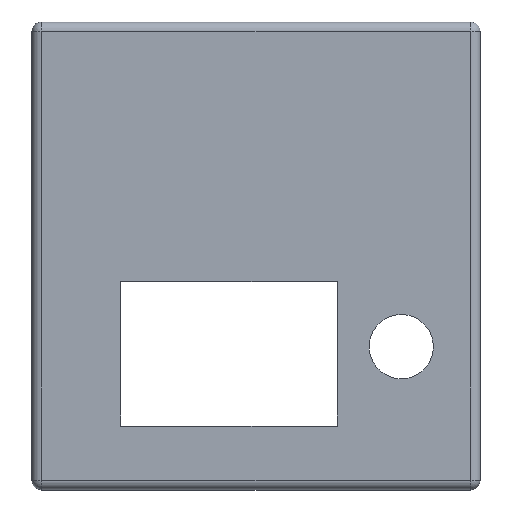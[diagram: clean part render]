
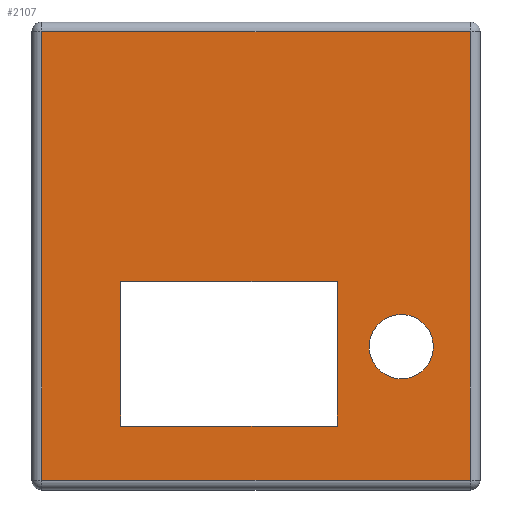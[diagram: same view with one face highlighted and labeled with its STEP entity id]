
A CAD part, top view. The second image highlights one B-rep face of the part: STEP entity #2107.
In plain terms, the highlighted planar face has unit normal (0, 0, 1).
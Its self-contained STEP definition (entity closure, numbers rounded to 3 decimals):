
#1879 = VERTEX_POINT('',#1880);
#1880 = CARTESIAN_POINT('',(6.,54.213,18.8));
#1904 = VERTEX_POINT('',#1905);
#1905 = CARTESIAN_POINT('',(59.42,54.213,18.8));
#1912 = EDGE_CURVE('',#1904,#1879,#1913,.T.);
#1913 = LINE('',#1914,#1915);
#1914 = CARTESIAN_POINT('',(59.42,54.213,18.8));
#1915 = VECTOR('',#1916,1.);
#1916 = DIRECTION('',(-1.,0.,0.));
#1946 = VERTEX_POINT('',#1947);
#1947 = CARTESIAN_POINT('',(59.42,-1.635,18.8));
#1954 = EDGE_CURVE('',#1946,#1904,#1955,.T.);
#1955 = LINE('',#1956,#1957);
#1956 = CARTESIAN_POINT('',(59.42,-1.635,18.8));
#1957 = VECTOR('',#1958,1.);
#1958 = DIRECTION('',(0.,1.,0.));
#1988 = VERTEX_POINT('',#1989);
#1989 = CARTESIAN_POINT('',(6.,-1.635,18.8));
#1996 = EDGE_CURVE('',#1988,#1946,#1997,.T.);
#1997 = LINE('',#1998,#1999);
#1998 = CARTESIAN_POINT('',(6.,-1.635,18.8));
#1999 = VECTOR('',#2000,1.);
#2000 = DIRECTION('',(1.,0.,0.));
#2030 = EDGE_CURVE('',#1879,#1988,#2031,.T.);
#2031 = LINE('',#2032,#2033);
#2032 = CARTESIAN_POINT('',(6.,54.213,18.8));
#2033 = VECTOR('',#2034,1.);
#2034 = DIRECTION('',(0.,-1.,0.));
#2107 = ADVANCED_FACE('',(#2108,#2114,#2148),#2159,.T.);
#2108 = FACE_BOUND('',#2109,.T.);
#2109 = EDGE_LOOP('',(#2110,#2111,#2112,#2113));
#2110 = ORIENTED_EDGE('',*,*,#2030,.T.);
#2111 = ORIENTED_EDGE('',*,*,#1996,.T.);
#2112 = ORIENTED_EDGE('',*,*,#1954,.T.);
#2113 = ORIENTED_EDGE('',*,*,#1912,.T.);
#2114 = FACE_BOUND('',#2115,.T.);
#2115 = EDGE_LOOP('',(#2116,#2126,#2134,#2142));
#2116 = ORIENTED_EDGE('',*,*,#2117,.F.);
#2117 = EDGE_CURVE('',#2118,#2120,#2122,.T.);
#2118 = VERTEX_POINT('',#2119);
#2119 = CARTESIAN_POINT('',(42.837,23.097,18.8));
#2120 = VERTEX_POINT('',#2121);
#2121 = CARTESIAN_POINT('',(15.837,23.097,18.8));
#2122 = LINE('',#2123,#2124);
#2123 = CARTESIAN_POINT('',(24.274,23.097,18.8));
#2124 = VECTOR('',#2125,1.);
#2125 = DIRECTION('',(-1.,0.,0.));
#2126 = ORIENTED_EDGE('',*,*,#2127,.F.);
#2127 = EDGE_CURVE('',#2128,#2118,#2130,.T.);
#2128 = VERTEX_POINT('',#2129);
#2129 = CARTESIAN_POINT('',(42.837,5.097,18.8));
#2130 = LINE('',#2131,#2132);
#2131 = CARTESIAN_POINT('',(42.837,24.693,18.8));
#2132 = VECTOR('',#2133,1.);
#2133 = DIRECTION('',(0.,1.,0.));
#2134 = ORIENTED_EDGE('',*,*,#2135,.F.);
#2135 = EDGE_CURVE('',#2136,#2128,#2138,.T.);
#2136 = VERTEX_POINT('',#2137);
#2137 = CARTESIAN_POINT('',(15.837,5.097,18.8));
#2138 = LINE('',#2139,#2140);
#2139 = CARTESIAN_POINT('',(37.774,5.097,18.8));
#2140 = VECTOR('',#2141,1.);
#2141 = DIRECTION('',(1.,0.,0.));
#2142 = ORIENTED_EDGE('',*,*,#2143,.F.);
#2143 = EDGE_CURVE('',#2120,#2136,#2144,.T.);
#2144 = LINE('',#2145,#2146);
#2145 = CARTESIAN_POINT('',(15.837,15.693,18.8));
#2146 = VECTOR('',#2147,1.);
#2147 = DIRECTION('',(0.,-1.,0.));
#2148 = FACE_BOUND('',#2149,.T.);
#2149 = EDGE_LOOP('',(#2150));
#2150 = ORIENTED_EDGE('',*,*,#2151,.T.);
#2151 = EDGE_CURVE('',#2152,#2152,#2154,.T.);
#2152 = VERTEX_POINT('',#2153);
#2153 = CARTESIAN_POINT('',(54.8,14.981,18.8));
#2154 = CIRCLE('',#2155,4.);
#2155 = AXIS2_PLACEMENT_3D('',#2156,#2157,#2158);
#2156 = CARTESIAN_POINT('',(50.8,14.981,18.8));
#2157 = DIRECTION('',(0.,0.,-1.));
#2158 = DIRECTION('',(1.,0.,0.));
#2159 = PLANE('',#2160);
#2160 = AXIS2_PLACEMENT_3D('',#2161,#2162,#2163);
#2161 = CARTESIAN_POINT('',(32.71,26.289,18.8));
#2162 = DIRECTION('',(0.,0.,1.));
#2163 = DIRECTION('',(1.,0.,0.));
